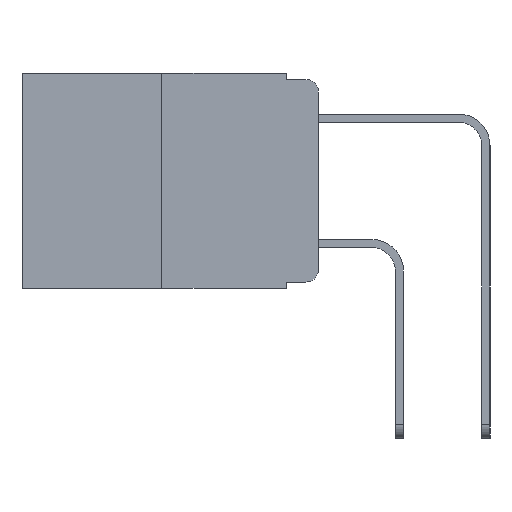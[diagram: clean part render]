
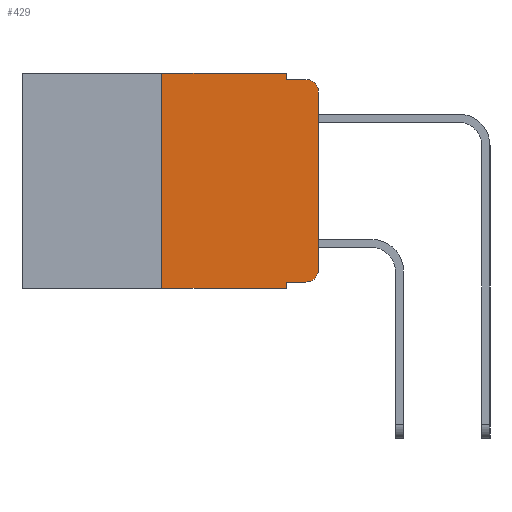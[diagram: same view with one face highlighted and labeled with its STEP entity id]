
A CAD part, left-side view. The second image highlights one B-rep face of the part: STEP entity #429.
In plain terms, the highlighted planar face has unit normal (-1, 0, 0).
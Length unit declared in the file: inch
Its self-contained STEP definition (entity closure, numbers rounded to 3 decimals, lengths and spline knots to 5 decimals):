
#231 = VERTEX_POINT ( 'NONE', #2111 ) ;
#429 = ADVANCED_FACE ( 'NONE', ( #10179 ), #19320, .F. ) ;
#564 = CARTESIAN_POINT ( 'NONE',  ( 0., 0.02, -0.313 ) ) ;
#1147 = DIRECTION ( 'NONE',  ( 0., -1., 0. ) ) ;
#1573 = EDGE_CURVE ( 'NONE', #16761, #12445, #11906, .T. ) ;
#1619 = ORIENTED_EDGE ( 'NONE', *, *, #15792, .F. ) ;
#1733 = AXIS2_PLACEMENT_3D ( 'NONE', #9569, #20760, #11204 ) ;
#1807 = VERTEX_POINT ( 'NONE', #16041 ) ;
#1975 = VECTOR ( 'NONE', #8099, 39.37008 ) ;
#2111 = CARTESIAN_POINT ( 'NONE',  ( 0., 0., -0.313 ) ) ;
#2336 = DIRECTION ( 'NONE',  ( 0., 0., -1. ) ) ;
#2762 = CARTESIAN_POINT ( 'NONE',  ( 0., 0.051, 0. ) ) ;
#3527 = VECTOR ( 'NONE', #6063, 39.37008 ) ;
#4075 = VERTEX_POINT ( 'NONE', #7806 ) ;
#4092 = CIRCLE ( 'NONE', #18485, 0.02 ) ;
#4360 = VERTEX_POINT ( 'NONE', #13313 ) ;
#4495 = CARTESIAN_POINT ( 'NONE',  ( 0., 0.473, -0.343 ) ) ;
#4602 = LINE ( 'NONE', #2762, #3527 ) ;
#4951 = CARTESIAN_POINT ( 'NONE',  ( 0., 0.051, -0.01 ) ) ;
#5054 = LINE ( 'NONE', #11100, #13681 ) ;
#5265 = DIRECTION ( 'NONE',  ( 0., 0., 1. ) ) ;
#5345 = VERTEX_POINT ( 'NONE', #12578 ) ;
#5558 = EDGE_CURVE ( 'NONE', #16761, #16682, #11273, .T. ) ;
#6063 = DIRECTION ( 'NONE',  ( 0., 0., -1. ) ) ;
#6159 = DIRECTION ( 'NONE',  ( 0., -1., 0. ) ) ;
#6389 = EDGE_CURVE ( 'NONE', #5345, #15298, #4092, .T. ) ;
#7083 = CARTESIAN_POINT ( 'NONE',  ( 0., 0.02, -0.03 ) ) ;
#7125 = VECTOR ( 'NONE', #14087, 39.37008 ) ;
#7570 = VECTOR ( 'NONE', #20438, 39.37008 ) ;
#7595 = ORIENTED_EDGE ( 'NONE', *, *, #16348, .T. ) ;
#7806 = CARTESIAN_POINT ( 'NONE',  ( 0., 0.051, 0. ) ) ;
#7826 = CIRCLE ( 'NONE', #19452, 0.02 ) ;
#8099 = DIRECTION ( 'NONE',  ( 0., 0., -1. ) ) ;
#8259 = EDGE_CURVE ( 'NONE', #16621, #4360, #14959, .T. ) ;
#8441 = CARTESIAN_POINT ( 'NONE',  ( 0., 0.051, -0.343 ) ) ;
#8711 = DIRECTION ( 'NONE',  ( 0., 0., -1. ) ) ;
#9242 = CARTESIAN_POINT ( 'NONE',  ( 0., 0.051, -0.333 ) ) ;
#9547 = EDGE_CURVE ( 'NONE', #12445, #231, #7826, .T. ) ;
#9569 = CARTESIAN_POINT ( 'NONE',  ( 0., 0.473, 0. ) ) ;
#9646 = ORIENTED_EDGE ( 'NONE', *, *, #6389, .T. ) ;
#9663 = EDGE_LOOP ( 'NONE', ( #7595, #9646, #10658, #17965, #1619, #20443, #10697, #10878, #19660, #16403 ) ) ;
#10179 = FACE_OUTER_BOUND ( 'NONE', #9663, .T. ) ;
#10658 = ORIENTED_EDGE ( 'NONE', *, *, #11291, .F. ) ;
#10697 = ORIENTED_EDGE ( 'NONE', *, *, #15254, .T. ) ;
#10878 = ORIENTED_EDGE ( 'NONE', *, *, #5558, .F. ) ;
#11100 = CARTESIAN_POINT ( 'NONE',  ( 0., 0.473, 0. ) ) ;
#11204 = DIRECTION ( 'NONE',  ( 0., 0., -1. ) ) ;
#11273 = LINE ( 'NONE', #19346, #1975 ) ;
#11291 = EDGE_CURVE ( 'NONE', #1807, #15298, #20830, .T. ) ;
#11504 = DIRECTION ( 'NONE',  ( 0., -1., 0. ) ) ;
#11861 = VECTOR ( 'NONE', #11504, 39.37008 ) ;
#11906 = LINE ( 'NONE', #9242, #7570 ) ;
#11966 = LINE ( 'NONE', #4495, #19961 ) ;
#12186 = DIRECTION ( 'NONE',  ( -1., 0., 0. ) ) ;
#12445 = VERTEX_POINT ( 'NONE', #13068 ) ;
#12480 = CARTESIAN_POINT ( 'NONE',  ( 0., 0., 0. ) ) ;
#12578 = CARTESIAN_POINT ( 'NONE',  ( 0., 0., -0.03 ) ) ;
#12728 = CARTESIAN_POINT ( 'NONE',  ( 0., 0.02, -0.01 ) ) ;
#13068 = CARTESIAN_POINT ( 'NONE',  ( 0., 0.02, -0.333 ) ) ;
#13313 = CARTESIAN_POINT ( 'NONE',  ( 0., 0.25, 0. ) ) ;
#13681 = VECTOR ( 'NONE', #1147, 39.37008 ) ;
#13983 = EDGE_CURVE ( 'NONE', #4075, #1807, #4602, .T. ) ;
#14087 = DIRECTION ( 'NONE',  ( 0., 0., 1. ) ) ;
#14783 = CARTESIAN_POINT ( 'NONE',  ( 0., 0.25, -0.343 ) ) ;
#14959 = LINE ( 'NONE', #19563, #19217 ) ;
#15254 = EDGE_CURVE ( 'NONE', #16621, #16682, #11966, .T. ) ;
#15298 = VERTEX_POINT ( 'NONE', #12728 ) ;
#15792 = EDGE_CURVE ( 'NONE', #4360, #4075, #5054, .T. ) ;
#16041 = CARTESIAN_POINT ( 'NONE',  ( 0., 0.051, -0.01 ) ) ;
#16348 = EDGE_CURVE ( 'NONE', #231, #5345, #16699, .T. ) ;
#16403 = ORIENTED_EDGE ( 'NONE', *, *, #9547, .T. ) ;
#16621 = VERTEX_POINT ( 'NONE', #14783 ) ;
#16682 = VERTEX_POINT ( 'NONE', #8441 ) ;
#16699 = LINE ( 'NONE', #12480, #7125 ) ;
#16761 = VERTEX_POINT ( 'NONE', #17620 ) ;
#17620 = CARTESIAN_POINT ( 'NONE',  ( 0., 0.051, -0.333 ) ) ;
#17965 = ORIENTED_EDGE ( 'NONE', *, *, #13983, .F. ) ;
#18337 = DIRECTION ( 'NONE',  ( -1., 0., 0. ) ) ;
#18485 = AXIS2_PLACEMENT_3D ( 'NONE', #7083, #18337, #8711 ) ;
#19217 = VECTOR ( 'NONE', #5265, 39.37008 ) ;
#19320 = PLANE ( 'NONE',  #1733 ) ;
#19346 = CARTESIAN_POINT ( 'NONE',  ( 0., 0.051, 0. ) ) ;
#19452 = AXIS2_PLACEMENT_3D ( 'NONE', #564, #12186, #2336 ) ;
#19563 = CARTESIAN_POINT ( 'NONE',  ( 0., 0.25, 0. ) ) ;
#19660 = ORIENTED_EDGE ( 'NONE', *, *, #1573, .T. ) ;
#19961 = VECTOR ( 'NONE', #6159, 39.37008 ) ;
#20438 = DIRECTION ( 'NONE',  ( 0., -1., 0. ) ) ;
#20443 = ORIENTED_EDGE ( 'NONE', *, *, #8259, .F. ) ;
#20760 = DIRECTION ( 'NONE',  ( 1., 0., 0. ) ) ;
#20830 = LINE ( 'NONE', #4951, #11861 ) ;
